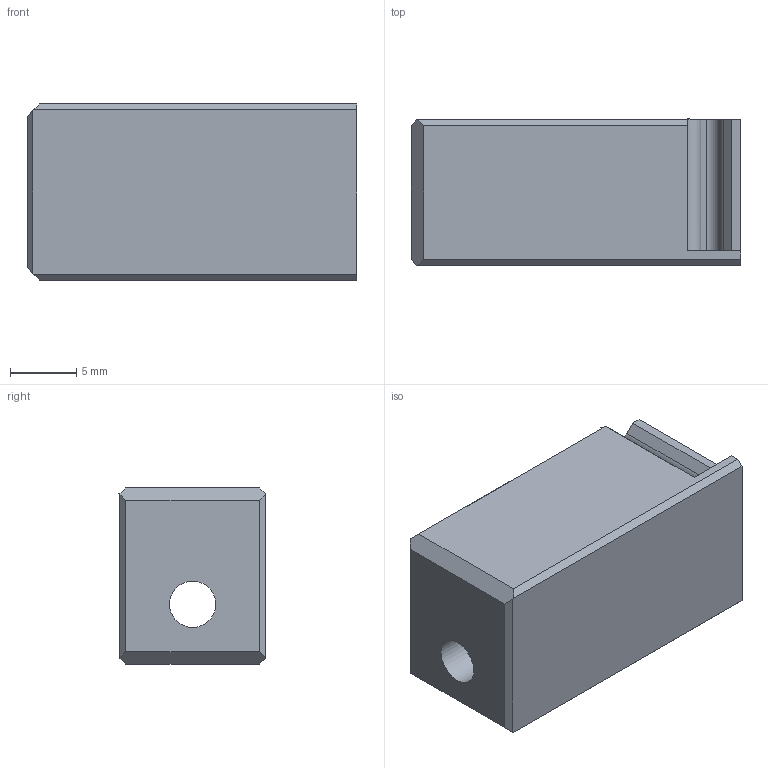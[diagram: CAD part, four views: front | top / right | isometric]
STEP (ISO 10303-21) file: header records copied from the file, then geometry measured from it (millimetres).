
FILE_DESCRIPTION(/* description */ (''),/* implementation_level */ '2;1');
FILE_NAME(/* name */ 'tension_slider_9mm_belt_M3_mirror.step',/* time_stamp */ '2021-08-27T07:55:00+03:00',/* author */ (''),/* organization */ (''),/* preprocessor_version */ 'ST-DEVELOPER v18.1',/* originating_system */ 'Autodesk Translation Framework v10.9.0.1377',/* authorisation */ '');
FILE_SCHEMA (('AUTOMOTIVE_DESIGN { 1 0 10303 214 3 1 1 }'));
Length unit declared in the file: millimetre
Products named in the file (1): tension_slider_9mm_belt_M3_mirror
Bounding box: 24.9 x 11.1 x 13.3 mm (x, y, z)
Volume: 3002.8 mm3; surface area: 2230.4 mm2
Topology: 1 solids, 1 shells, 67 faces, 190 edges, 126 vertices
Faces by surface type: plane 63, cylinder 4
Full cylindrical faces by diameter (mm): 3.5 x1
Entity records: 2181 total; most frequent: CARTESIAN_POINT 384, ORIENTED_EDGE 380, DIRECTION 335, EDGE_CURVE 190, LINE 181, VECTOR 181, VERTEX_POINT 126, AXIS2_PLACEMENT_3D 77
